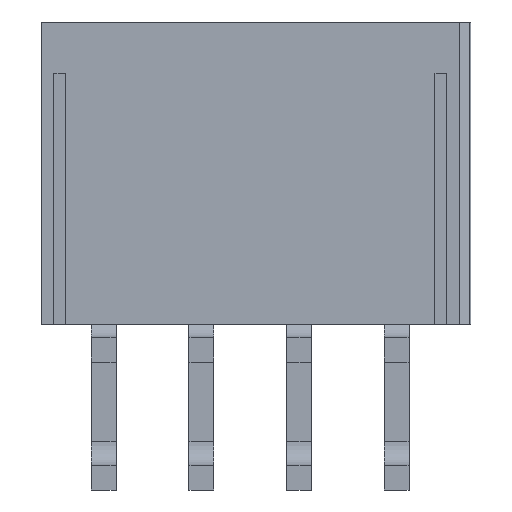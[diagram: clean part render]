
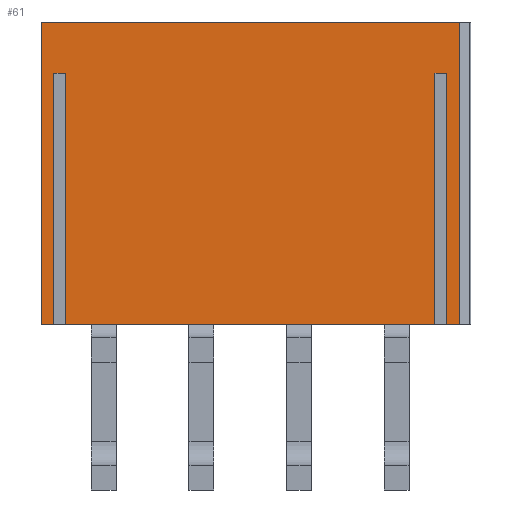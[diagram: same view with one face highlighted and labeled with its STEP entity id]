
A CAD part, front view. The second image highlights one B-rep face of the part: STEP entity #61.
In plain terms, the highlighted planar face has unit normal (0, -1, 0).
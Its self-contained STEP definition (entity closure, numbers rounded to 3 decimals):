
#61=ADVANCED_FACE('',(#269),#270,.T.);
#269=FACE_OUTER_BOUND('',#645,.T.);
#270=PLANE('',#646);
#645=EDGE_LOOP('',(#1176,#1177,#1178,#1179,#1180,#1181,#1182,#1183,#1184,#1185,#1186,#1187));
#646=AXIS2_PLACEMENT_3D('',#1188,#1189,#1190);
#1176=ORIENTED_EDGE('',*,*,#2519,.F.);
#1177=ORIENTED_EDGE('',*,*,#2463,.T.);
#1178=ORIENTED_EDGE('',*,*,#2453,.F.);
#1179=ORIENTED_EDGE('',*,*,#2407,.F.);
#1180=ORIENTED_EDGE('',*,*,#2518,.T.);
#1181=ORIENTED_EDGE('',*,*,#2471,.T.);
#1182=ORIENTED_EDGE('',*,*,#2520,.T.);
#1183=ORIENTED_EDGE('',*,*,#2521,.F.);
#1184=ORIENTED_EDGE('',*,*,#2522,.F.);
#1185=ORIENTED_EDGE('',*,*,#2467,.T.);
#1186=ORIENTED_EDGE('',*,*,#2523,.T.);
#1187=ORIENTED_EDGE('',*,*,#2524,.F.);
#1188=CARTESIAN_POINT('',(-9.0,-4.9,0.0));
#1189=DIRECTION('',(0.0,-1.0,0.0));
#1190=DIRECTION('',(0.0,0.0,-1.0));
#2407=EDGE_CURVE('',#2862,#2864,#2865,.T.);
#2453=EDGE_CURVE('',#2864,#2954,#2955,.T.);
#2463=EDGE_CURVE('',#2969,#2954,#2970,.T.);
#2467=EDGE_CURVE('',#2977,#2975,#2978,.T.);
#2471=EDGE_CURVE('',#2985,#2983,#2986,.T.);
#2518=EDGE_CURVE('',#2862,#2985,#3072,.T.);
#2519=EDGE_CURVE('',#2969,#3073,#3074,.T.);
#2520=EDGE_CURVE('',#2983,#3075,#3076,.T.);
#2521=EDGE_CURVE('',#3077,#3075,#3078,.T.);
#2522=EDGE_CURVE('',#2977,#3077,#3079,.T.);
#2523=EDGE_CURVE('',#2975,#3080,#3081,.T.);
#2524=EDGE_CURVE('',#3073,#3080,#3082,.T.);
#2862=VERTEX_POINT('',#3613);
#2864=VERTEX_POINT('',#3616);
#2865=LINE('',#3617,#3618);
#2954=VERTEX_POINT('',#3751);
#2955=LINE('',#3752,#3753);
#2969=VERTEX_POINT('',#3775);
#2970=LINE('',#3776,#3777);
#2975=VERTEX_POINT('',#3784);
#2977=VERTEX_POINT('',#3787);
#2978=LINE('',#3788,#3789);
#2983=VERTEX_POINT('',#3796);
#2985=VERTEX_POINT('',#3799);
#2986=LINE('',#3800,#3801);
#3072=LINE('',#3933,#3934);
#3073=VERTEX_POINT('',#3935);
#3074=LINE('',#3936,#3937);
#3075=VERTEX_POINT('',#3938);
#3076=LINE('',#3939,#3940);
#3077=VERTEX_POINT('',#3941);
#3078=LINE('',#3942,#3943);
#3079=LINE('',#3944,#3945);
#3080=VERTEX_POINT('',#3946);
#3081=LINE('',#3947,#3948);
#3082=LINE('',#3949,#3950);
#3613=CARTESIAN_POINT('',(-9.0,-4.9,0.0));
#3616=CARTESIAN_POINT('',(9.0,-4.9,0.0));
#3617=CARTESIAN_POINT('',(-9.0,-4.9,0.0));
#3618=VECTOR('',#4763,18.0);
#3751=CARTESIAN_POINT('',(9.0,-4.9,-13.0));
#3752=CARTESIAN_POINT('',(9.0,-4.9,0.0));
#3753=VECTOR('',#4811,13.0);
#3775=CARTESIAN_POINT('',(8.45,-4.9,-13.0));
#3776=CARTESIAN_POINT('',(8.45,-4.9,-13.0));
#3777=VECTOR('',#4823,0.55);
#3784=CARTESIAN_POINT('',(7.95,-4.9,-13.0));
#3787=CARTESIAN_POINT('',(-7.95,-4.9,-13.0));
#3788=CARTESIAN_POINT('',(-7.95,-4.9,-13.0));
#3789=VECTOR('',#4827,15.9);
#3796=CARTESIAN_POINT('',(-8.45,-4.9,-13.0));
#3799=CARTESIAN_POINT('',(-9.0,-4.9,-13.0));
#3800=CARTESIAN_POINT('',(-9.0,-4.9,-13.0));
#3801=VECTOR('',#4831,0.55);
#3933=CARTESIAN_POINT('',(-9.0,-4.9,0.0));
#3934=VECTOR('',#4878,13.0);
#3935=CARTESIAN_POINT('',(8.45,-4.9,-2.2));
#3936=CARTESIAN_POINT('',(8.45,-4.9,-13.0));
#3937=VECTOR('',#4879,10.8);
#3938=CARTESIAN_POINT('',(-8.45,-4.9,-2.2));
#3939=CARTESIAN_POINT('',(-8.45,-4.9,-13.0));
#3940=VECTOR('',#4880,10.8);
#3941=CARTESIAN_POINT('',(-7.95,-4.9,-2.2));
#3942=CARTESIAN_POINT('',(-7.95,-4.9,-2.2));
#3943=VECTOR('',#4881,0.5);
#3944=CARTESIAN_POINT('',(-7.95,-4.9,-13.0));
#3945=VECTOR('',#4882,10.8);
#3946=CARTESIAN_POINT('',(7.95,-4.9,-2.2));
#3947=CARTESIAN_POINT('',(7.95,-4.9,-13.0));
#3948=VECTOR('',#4883,10.8);
#3949=CARTESIAN_POINT('',(8.45,-4.9,-2.2));
#3950=VECTOR('',#4884,0.5);
#4763=DIRECTION('',(1.0,0.0,0.0));
#4811=DIRECTION('',(0.0,0.0,-1.0));
#4823=DIRECTION('',(1.0,0.0,0.0));
#4827=DIRECTION('',(1.0,0.0,0.0));
#4831=DIRECTION('',(1.0,0.0,0.0));
#4878=DIRECTION('',(0.0,0.0,-1.0));
#4879=DIRECTION('',(0.0,0.0,1.0));
#4880=DIRECTION('',(0.0,0.0,1.0));
#4881=DIRECTION('',(-1.0,0.0,0.0));
#4882=DIRECTION('',(0.0,0.0,1.0));
#4883=DIRECTION('',(0.0,0.0,1.0));
#4884=DIRECTION('',(-1.0,0.0,0.0));
